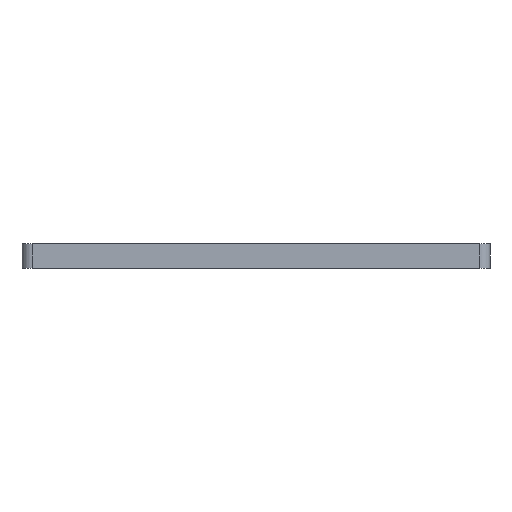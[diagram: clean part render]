
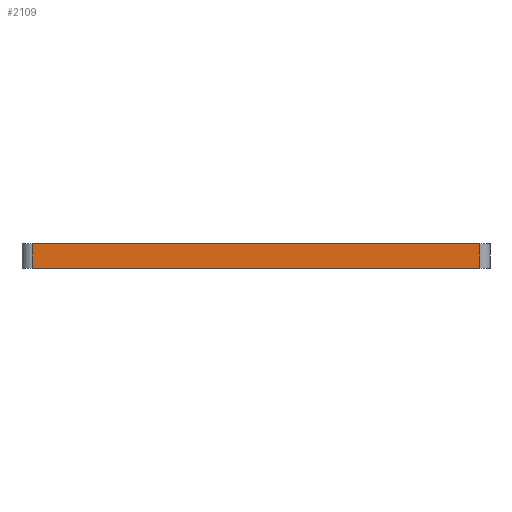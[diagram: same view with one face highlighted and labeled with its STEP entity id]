
A CAD part, front view. The second image highlights one B-rep face of the part: STEP entity #2109.
In plain terms, the highlighted planar face has unit normal (0, -1, 0).
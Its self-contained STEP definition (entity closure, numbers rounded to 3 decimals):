
#326=CARTESIAN_POINT('',(27.325,-38.1,11.));
#327=VERTEX_POINT('',#326);
#335=CARTESIAN_POINT('',(-27.325,-38.1,11.));
#336=VERTEX_POINT('',#335);
#337=CARTESIAN_POINT('',(-27.325,-38.1,11.));
#338=DIRECTION('',(1.,0.,-0.));
#339=VECTOR('',#338,54.65);
#340=LINE('',#337,#339);
#341=EDGE_CURVE('',#336,#327,#340,.T.);
#2079=CARTESIAN_POINT('',(0.,-38.1,14.));
#2080=DIRECTION('',(0.,1.,0.));
#2081=DIRECTION('',(0.,0.,1.));
#2082=AXIS2_PLACEMENT_3D('',#2079,#2080,#2081);
#2083=PLANE('',#2082);
#2084=ORIENTED_EDGE('',*,*,#341,.T.);
#2085=CARTESIAN_POINT('',(27.325,-38.1,14.));
#2086=VERTEX_POINT('',#2085);
#2087=CARTESIAN_POINT('',(27.325,-38.1,11.));
#2088=DIRECTION('',(-0.,-0.,1.));
#2089=VECTOR('',#2088,3.);
#2090=LINE('',#2087,#2089);
#2091=EDGE_CURVE('',#327,#2086,#2090,.T.);
#2092=ORIENTED_EDGE('',*,*,#2091,.T.);
#2093=CARTESIAN_POINT('',(-27.325,-38.1,14.));
#2094=VERTEX_POINT('',#2093);
#2095=CARTESIAN_POINT('',(-27.325,-38.1,14.));
#2096=DIRECTION('',(1.,0.,-0.));
#2097=VECTOR('',#2096,54.65);
#2098=LINE('',#2095,#2097);
#2099=EDGE_CURVE('',#2094,#2086,#2098,.T.);
#2100=ORIENTED_EDGE('',*,*,#2099,.F.);
#2101=CARTESIAN_POINT('',(-27.325,-38.1,14.));
#2102=DIRECTION('',(0.,0.,-1.));
#2103=VECTOR('',#2102,3.);
#2104=LINE('',#2101,#2103);
#2105=EDGE_CURVE('',#2094,#336,#2104,.T.);
#2106=ORIENTED_EDGE('',*,*,#2105,.T.);
#2107=EDGE_LOOP('',(#2084,#2092,#2100,#2106));
#2108=FACE_BOUND('',#2107,.T.);
#2109=ADVANCED_FACE('',(#2108),#2083,.F.);
